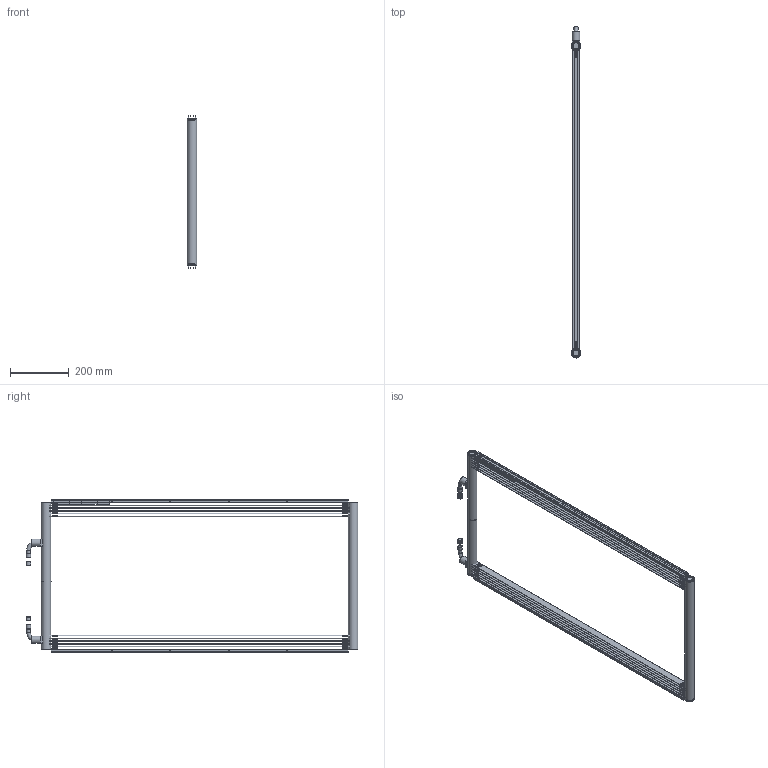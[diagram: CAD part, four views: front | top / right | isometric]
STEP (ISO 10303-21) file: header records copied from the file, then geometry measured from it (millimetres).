
FILE_DESCRIPTION(/* description */ ('Condenser'),/* implementation_level */ '2;1');
FILE_NAME(/* name */ 'X0-DF0081-09.stp',/* time_stamp */ '2024-02-28T13:35:33+08:00',/* author */ ('U262856'),/* organization */ (''),/* preprocessor_version */ 'ST-DEVELOPER v18.1',/* originating_system */ 'Autodesk Inventor 2022',/* authorisation */ '');
FILE_SCHEMA (('AUTOMOTIVE_DESIGN { 1 0 10303 214 3 1 1 }'));
Length unit declared in the file: millimetre
Products named in the file (17): Z0-DF0081; Y0-DF0081; H31-0359; H31-0004; S31b-1038; B31M-0455; D03-DF0071; T03-0004; T04-0150; T06-0174; G43-0009; T05-0022; T02-0005; T09-0008; T09-0120; T09-0146; T09-0064
Assembly tree (42 placements, depth 3):
  Z0-DF0081
    Y0-DF0081
      H31-0359
      H31-0004
      S31b-1038  x10
      B31M-0455  x10
      D03-DF0071  x2
      T03-0004
      T04-0150  x4
      T06-0174  x2
    G43-0009  x2
    T05-0022  x2
    T02-0005  x2
    T09-0008
    T09-0120
    T09-0146
    T09-0064
Bounding box: 32 x 1125.57 x 516.9 mm (x, y, z)
Volume: 762567.3 mm3; surface area: 1132889.7 mm2
Topology: 51 solids, 51 shells, 1782 faces, 4928 edges, 3268 vertices
Faces by surface type: plane 895, cylinder 829, torus 34, cone 24
Full cylindrical faces by diameter (mm): 3.2 x16, 11 x2, 11.1 x4, 12.7 x4, 12.9 x4, 14 x2, 14.5 x2, 14.8 x4, 16.6 x2, 16.9 x2, 17.9 x2, 21 x4, 24 x2, 25.2 x2, 27 x6, 28 x4, 32 x2
Entity records: 11033 total; most frequent: DIRECTION 1942, CARTESIAN_POINT 1811, ORIENTED_EDGE 1678, EDGE_CURVE 839, AXIS2_PLACEMENT_3D 717, VERTEX_POINT 552, LINE 508, VECTOR 508
